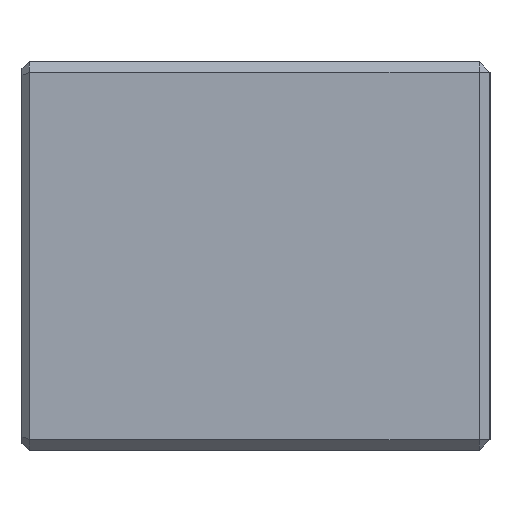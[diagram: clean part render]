
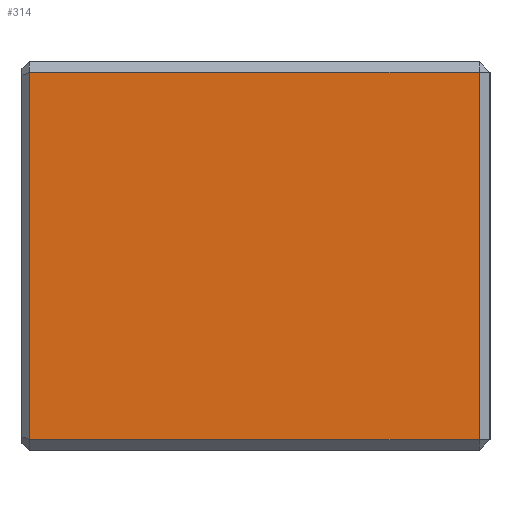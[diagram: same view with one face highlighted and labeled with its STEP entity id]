
A CAD part, left-side view. The second image highlights one B-rep face of the part: STEP entity #314.
In plain terms, the highlighted planar face has unit normal (-1, 0, 0).
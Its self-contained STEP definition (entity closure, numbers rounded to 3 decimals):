
#25 = EDGE_CURVE ( 'NONE', #1153, #128, #934, .T. ) ;
#51 = VECTOR ( 'NONE', #346, 1000. ) ;
#63 = CARTESIAN_POINT ( 'NONE',  ( -17., 13., -5.1 ) ) ;
#78 = AXIS2_PLACEMENT_3D ( 'NONE', #1073, #977, #221 ) ;
#85 = ORIENTED_EDGE ( 'NONE', *, *, #124, .T. ) ;
#122 = CARTESIAN_POINT ( 'NONE',  ( -17., 0.3, 5.1 ) ) ;
#124 = EDGE_CURVE ( 'NONE', #1056, #932, #170, .T. ) ;
#128 = VERTEX_POINT ( 'NONE', #443 ) ;
#138 = CARTESIAN_POINT ( 'NONE',  ( -17., 12.8, -5.1 ) ) ;
#160 = CARTESIAN_POINT ( 'NONE',  ( -17., 0.3, 0. ) ) ;
#170 = LINE ( 'NONE', #160, #51 ) ;
#194 = VECTOR ( 'NONE', #1100, 1000. ) ;
#221 = DIRECTION ( 'NONE',  ( 0., 0., 1. ) ) ;
#314 = ADVANCED_FACE ( 'NONE', ( #568 ), #699, .F. ) ;
#346 = DIRECTION ( 'NONE',  ( 0., 0., 1. ) ) ;
#417 = LINE ( 'NONE', #436, #894 ) ;
#436 = CARTESIAN_POINT ( 'NONE',  ( -17., 13., 5.1 ) ) ;
#438 = CARTESIAN_POINT ( 'NONE',  ( -17., 12.8, 5.1 ) ) ;
#443 = CARTESIAN_POINT ( 'NONE',  ( -17., 12.8, -5.1 ) ) ;
#553 = EDGE_LOOP ( 'NONE', ( #733, #718, #938, #85 ) ) ;
#568 = FACE_OUTER_BOUND ( 'NONE', #553, .T. ) ;
#601 = CARTESIAN_POINT ( 'NONE',  ( -17., 0.3, -5.1 ) ) ;
#640 = EDGE_CURVE ( 'NONE', #128, #1056, #676, .T. ) ;
#676 = LINE ( 'NONE', #63, #194 ) ;
#690 = VECTOR ( 'NONE', #1095, 1000. ) ;
#699 = PLANE ( 'NONE',  #78 ) ;
#718 = ORIENTED_EDGE ( 'NONE', *, *, #25, .T. ) ;
#723 = EDGE_CURVE ( 'NONE', #932, #1153, #417, .T. ) ;
#733 = ORIENTED_EDGE ( 'NONE', *, *, #723, .T. ) ;
#894 = VECTOR ( 'NONE', #925, 1000. ) ;
#925 = DIRECTION ( 'NONE',  ( 0., 1., 0. ) ) ;
#932 = VERTEX_POINT ( 'NONE', #122 ) ;
#934 = LINE ( 'NONE', #138, #690 ) ;
#938 = ORIENTED_EDGE ( 'NONE', *, *, #640, .T. ) ;
#977 = DIRECTION ( 'NONE',  ( 1., 0., 0. ) ) ;
#1056 = VERTEX_POINT ( 'NONE', #601 ) ;
#1073 = CARTESIAN_POINT ( 'NONE',  ( -17., 13., 0. ) ) ;
#1095 = DIRECTION ( 'NONE',  ( 0., 0., -1. ) ) ;
#1100 = DIRECTION ( 'NONE',  ( 0., -1., 0. ) ) ;
#1153 = VERTEX_POINT ( 'NONE', #438 ) ;
